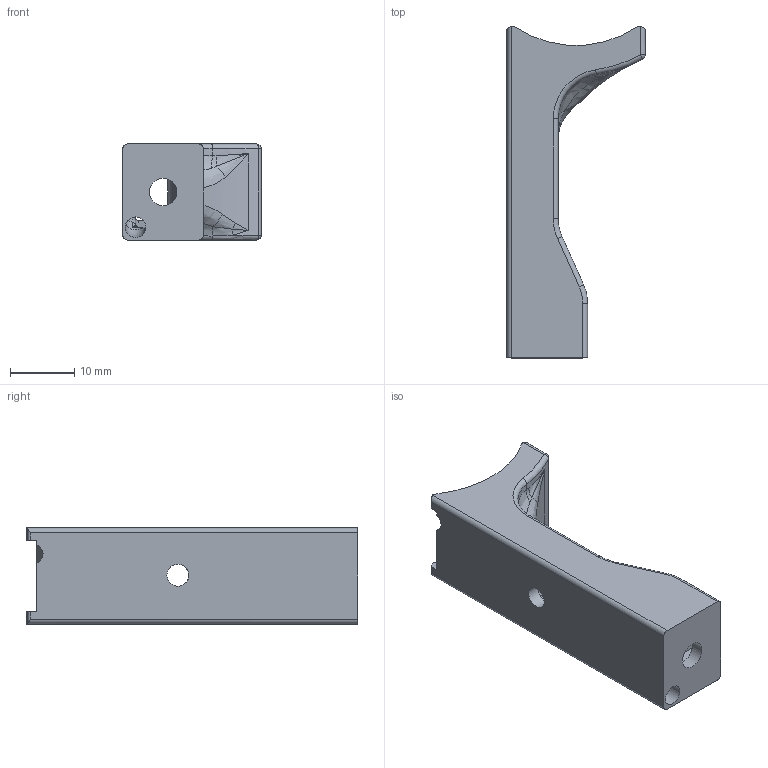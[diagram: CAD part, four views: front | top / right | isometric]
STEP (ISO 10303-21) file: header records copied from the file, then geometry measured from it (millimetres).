
FILE_DESCRIPTION(/* description */ (''),/* implementation_level */ '2;1');
FILE_NAME(/* name */ 'Transducer_holder_again v18.step',/* time_stamp */ '2024-06-28T14:20:47-07:00',/* author */ (''),/* organization */ (''),/* preprocessor_version */ 'ST-DEVELOPER v20',/* originating_system */ 'Autodesk Translation Framework v12.20.1.177',/* authorisation */ '');
FILE_SCHEMA (('AUTOMOTIVE_DESIGN { 1 0 10303 214 3 1 1 }'));
Length unit declared in the file: millimetre
Products named in the file (1): Transducer_holder_again
Bounding box: 21.6 x 51.78 x 15 mm (x, y, z)
Volume: 4474.9 mm3; surface area: 4944 mm2
Topology: 1 solids, 1 shells, 161 faces, 431 edges, 265 vertices
Faces by surface type: bspline 59, plane 48, cylinder 37, torus 13, sphere 2, cone 2
Full cylindrical faces by diameter (mm): 3.2 x1, 3.416 x1, 4.305 x2, 9 x1
Entity records: 7610 total; most frequent: CARTESIAN_POINT 4044, ORIENTED_EDGE 850, DIRECTION 561, EDGE_CURVE 425, VERTEX_POINT 265, AXIS2_PLACEMENT_3D 213, B_SPLINE_CURVE_WITH_KNOTS 174, EDGE_LOOP 170
